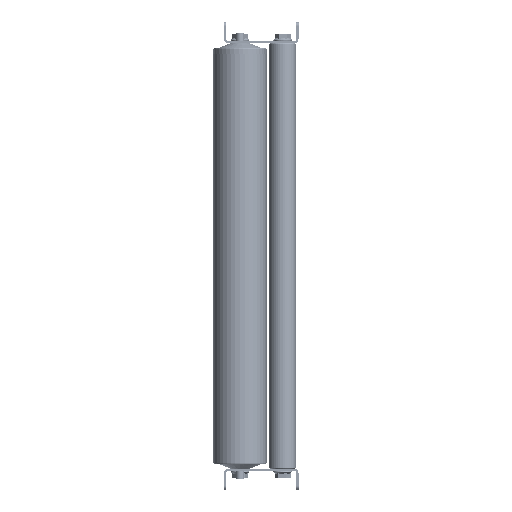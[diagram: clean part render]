
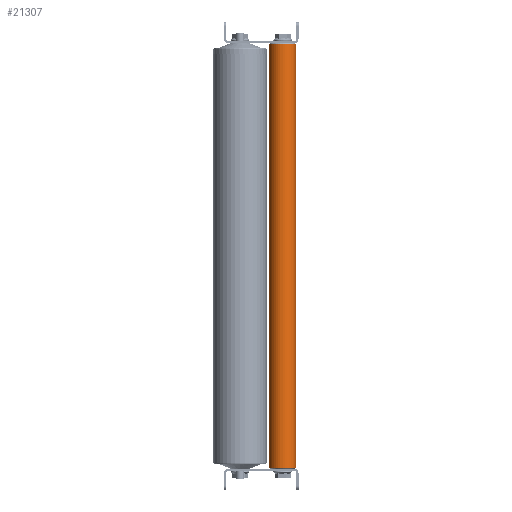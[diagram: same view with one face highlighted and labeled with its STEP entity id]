
A CAD part, left-side view. The second image highlights one B-rep face of the part: STEP entity #21307.
In plain terms, the highlighted cylindrical face has radius 12.5 mm (diameter 25 mm), a partial arc.
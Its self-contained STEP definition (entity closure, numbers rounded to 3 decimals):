
#2989 = CARTESIAN_POINT ( 'NONE',  ( 400., 0., -12.5 ) ) ;
#7185 = CARTESIAN_POINT ( 'NONE',  ( 400., 0., 0. ) ) ;
#8693 = VERTEX_POINT ( 'NONE', #46120 ) ;
#11132 = ORIENTED_EDGE ( 'NONE', *, *, #11283, .F. ) ;
#11283 = EDGE_CURVE ( 'NONE', #25616, #41287, #50795, .T. ) ;
#11410 = FACE_OUTER_BOUND ( 'NONE', #15173, .T. ) ;
#11586 = AXIS2_PLACEMENT_3D ( 'NONE', #45738, #51307, #26113 ) ;
#15173 = EDGE_LOOP ( 'NONE', ( #50834, #50756, #16162, #11132 ) ) ;
#16162 = ORIENTED_EDGE ( 'NONE', *, *, #29335, .T. ) ;
#21307 = ADVANCED_FACE ( 'NONE', ( #11410 ), #21587, .T. ) ;
#21587 = CYLINDRICAL_SURFACE ( 'NONE', #59605, 12.5 ) ;
#22770 = EDGE_CURVE ( 'NONE', #25616, #8693, #26338, .T. ) ;
#25275 = AXIS2_PLACEMENT_3D ( 'NONE', #54324, #38931, #38296 ) ;
#25614 = DIRECTION ( 'NONE',  ( -1., 0., 0. ) ) ;
#25616 = VERTEX_POINT ( 'NONE', #58880 ) ;
#26113 = DIRECTION ( 'NONE',  ( 0., 0., -1. ) ) ;
#26338 = CIRCLE ( 'NONE', #25275, 12.5 ) ;
#29335 = EDGE_CURVE ( 'NONE', #38614, #41287, #54504, .T. ) ;
#35714 = CARTESIAN_POINT ( 'NONE',  ( 1., 0., -12.5 ) ) ;
#35976 = DIRECTION ( 'NONE',  ( -1., 0., 0. ) ) ;
#36142 = CARTESIAN_POINT ( 'NONE',  ( 1., 0., 12.5 ) ) ;
#38296 = DIRECTION ( 'NONE',  ( 0., 0., -1. ) ) ;
#38614 = VERTEX_POINT ( 'NONE', #35714 ) ;
#38931 = DIRECTION ( 'NONE',  ( -1., 0., 0. ) ) ;
#41287 = VERTEX_POINT ( 'NONE', #36142 ) ;
#41313 = CARTESIAN_POINT ( 'NONE',  ( 400., 0., 12.5 ) ) ;
#45738 = CARTESIAN_POINT ( 'NONE',  ( 1., 0., 0. ) ) ;
#46120 = CARTESIAN_POINT ( 'NONE',  ( 399., 0., -12.5 ) ) ;
#49416 = VECTOR ( 'NONE', #25614, 1000. ) ;
#50756 = ORIENTED_EDGE ( 'NONE', *, *, #56002, .T. ) ;
#50795 = LINE ( 'NONE', #41313, #49416 ) ;
#50834 = ORIENTED_EDGE ( 'NONE', *, *, #22770, .T. ) ;
#51307 = DIRECTION ( 'NONE',  ( 1., 0., 0. ) ) ;
#51759 = LINE ( 'NONE', #2989, #53026 ) ;
#52077 = DIRECTION ( 'NONE',  ( -1., 0., 0. ) ) ;
#53026 = VECTOR ( 'NONE', #52077, 1000. ) ;
#54324 = CARTESIAN_POINT ( 'NONE',  ( 399., 0., 0. ) ) ;
#54504 = CIRCLE ( 'NONE', #11586, 12.5 ) ;
#55945 = DIRECTION ( 'NONE',  ( 0., 0., 1. ) ) ;
#56002 = EDGE_CURVE ( 'NONE', #8693, #38614, #51759, .T. ) ;
#58880 = CARTESIAN_POINT ( 'NONE',  ( 399., 0., 12.5 ) ) ;
#59605 = AXIS2_PLACEMENT_3D ( 'NONE', #7185, #35976, #55945 ) ;
